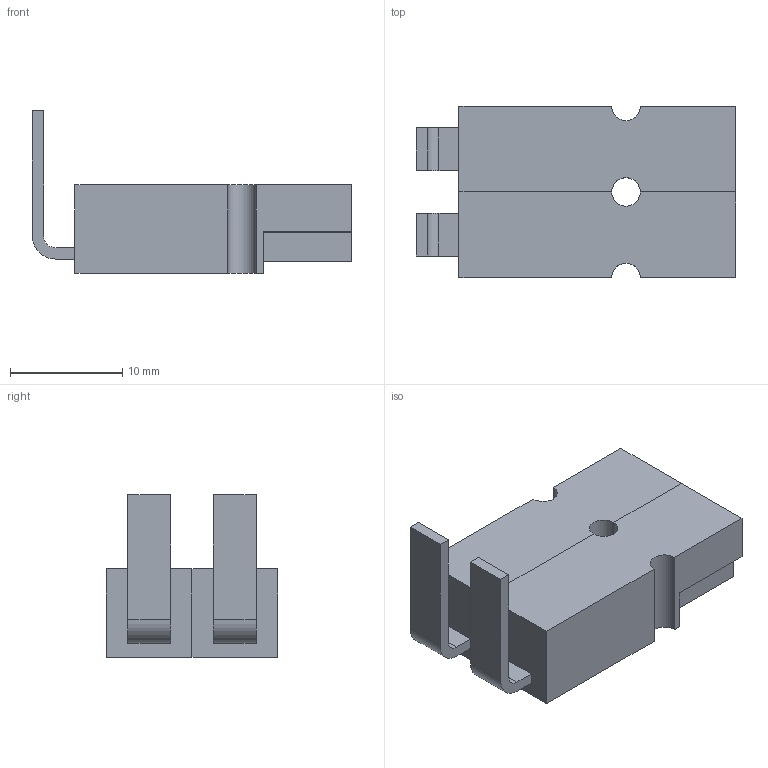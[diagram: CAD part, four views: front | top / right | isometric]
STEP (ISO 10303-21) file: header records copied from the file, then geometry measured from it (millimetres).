
FILE_DESCRIPTION(/* description */ (''),/* implementation_level */ '2;1');
FILE_NAME(/* name */ '408-02-01.stp',/* time_stamp */ '2018-12-25T18:02:48-06:00',/* author */ (''),/* organization */ (''),/* preprocessor_version */ 'ST-DEVELOPER v16.7',/* originating_system */ 'SIEMENS PLM Software NX 12.0',/* authorisation */ '');
FILE_SCHEMA (('AUTOMOTIVE_DESIGN { 1 0 10303 214 3 1 1 1 }'));
Length unit declared in the file: inch
Products named in the file (1): 408-02-01
Bounding box: 28.45 x 15.24 x 14.48 mm (x, y, z)
Volume: 2498.3 mm3; surface area: 2373.3 mm2
Topology: 2 solids, 2 shells, 68 faces, 180 edges, 120 vertices
Faces by surface type: plane 60, cylinder 8
Entity records: 2576 total; most frequent: CARTESIAN_POINT 369, ORIENTED_EDGE 360, DIRECTION 334, EDGE_CURVE 180, LINE 164, VECTOR 164, VERTEX_POINT 120, AXIS2_PLACEMENT_3D 85
